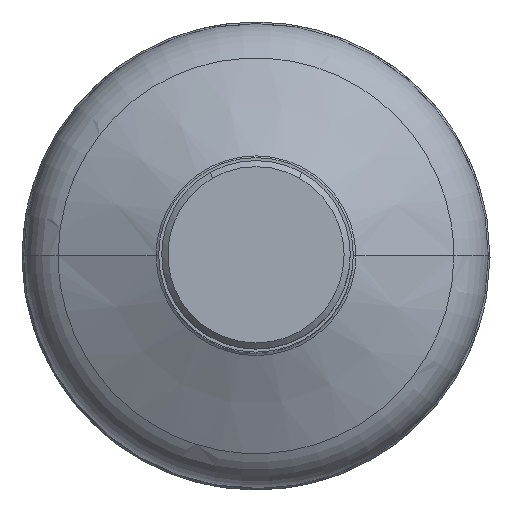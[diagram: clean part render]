
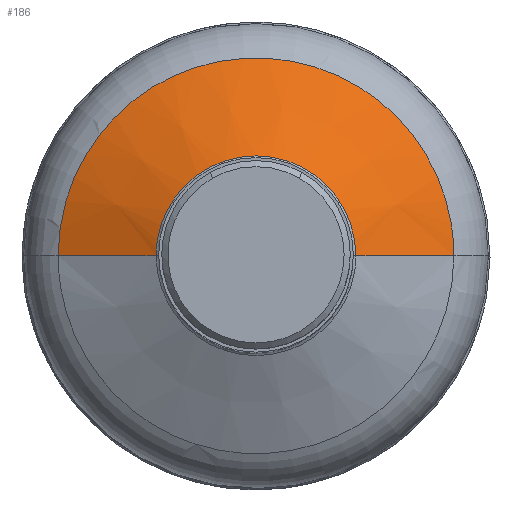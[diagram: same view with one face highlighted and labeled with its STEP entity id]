
A CAD part, top view. The second image highlights one B-rep face of the part: STEP entity #186.
In plain terms, the highlighted conical face has half-angle 64 degrees and reference radius 24.288 mm.
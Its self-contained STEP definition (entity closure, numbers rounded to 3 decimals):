
#88=CONICAL_SURFACE('',#1979,24.288,64.);
#186=ADVANCED_FACE('',(#361),#88,.T.);
#361=FACE_OUTER_BOUND('',#473,.T.);
#473=EDGE_LOOP('',(#882,#883,#884,#885));
#882=ORIENTED_EDGE('',*,*,#1287,.F.);
#883=ORIENTED_EDGE('',*,*,#1284,.T.);
#884=ORIENTED_EDGE('',*,*,#1280,.F.);
#885=ORIENTED_EDGE('',*,*,#1286,.F.);
#1066=VERTEX_POINT('',#4411);
#1067=VERTEX_POINT('',#4412);
#1068=VERTEX_POINT('',#4431);
#1069=VERTEX_POINT('',#4450);
#1280=EDGE_CURVE('',#1066,#1067,#1462,.T.);
#1284=EDGE_CURVE('',#1068,#1067,#1464,.T.);
#1286=EDGE_CURVE('',#1069,#1066,#1466,.T.);
#1287=EDGE_CURVE('',#1068,#1069,#1467,.T.);
#1462=B_SPLINE_CURVE_WITH_KNOTS('',3,(#4401,#4402,#4403,#4404,#4405,#4406,
#4407,#4408,#4409,#4410),.UNSPECIFIED.,.F.,.F.,(4,2,2,2,4),(0.,0.25,0.5,
0.75,1.),.UNSPECIFIED.);
#1464=B_SPLINE_CURVE_WITH_KNOTS('',3,(#4427,#4428,#4429,#4430),
 .UNSPECIFIED.,.F.,.F.,(4,4),(0.,1.),.UNSPECIFIED.);
#1466=B_SPLINE_CURVE_WITH_KNOTS('',3,(#4451,#4452,#4453,#4454),
 .UNSPECIFIED.,.F.,.F.,(4,4),(0.,1.),.UNSPECIFIED.);
#1467=B_SPLINE_CURVE_WITH_KNOTS('',3,(#4456,#4457,#4458,#4459,#4460,#4461,
#4462,#4463,#4464,#4465,#4466,#4467,#4468,#4469,#4470,#4471,#4472,#4473),
 .UNSPECIFIED.,.F.,.F.,(4,2,2,2,2,2,2,2,4),(0.,0.125,0.25,0.375,0.5,0.625,
0.75,0.875,1.),.UNSPECIFIED.);
#1979=AXIS2_PLACEMENT_3D('',#4474,#2379,#2380);
#2379=DIRECTION('',(0.,0.,-1.));
#2380=DIRECTION('',(1.,0.,0.));
#4401=CARTESIAN_POINT('',(16.298,0.,-45.253));
#4402=CARTESIAN_POINT('',(16.298,4.267,-45.253));
#4403=CARTESIAN_POINT('',(14.541,8.507,-45.253));
#4404=CARTESIAN_POINT('',(8.507,14.541,-45.253));
#4405=CARTESIAN_POINT('',(4.267,16.298,-45.253));
#4406=CARTESIAN_POINT('',(-4.267,16.298,-45.253));
#4407=CARTESIAN_POINT('',(-8.507,14.541,-45.253));
#4408=CARTESIAN_POINT('',(-14.541,8.507,-45.253));
#4409=CARTESIAN_POINT('',(-16.298,4.267,-45.253));
#4410=CARTESIAN_POINT('',(-16.298,0.,-45.253));
#4411=CARTESIAN_POINT('',(16.298,0.,-45.253));
#4412=CARTESIAN_POINT('',(-16.298,0.,-45.253));
#4427=CARTESIAN_POINT('',(-32.278,0.,-53.048));
#4428=CARTESIAN_POINT('',(-26.951,0.,-50.45));
#4429=CARTESIAN_POINT('',(-21.625,0.,-47.852));
#4430=CARTESIAN_POINT('',(-16.298,0.,-45.253));
#4431=CARTESIAN_POINT('',(-32.278,0.,-53.048));
#4450=CARTESIAN_POINT('',(32.278,0.,-53.048));
#4451=CARTESIAN_POINT('',(32.278,0.,-53.048));
#4452=CARTESIAN_POINT('',(26.951,0.,-50.45));
#4453=CARTESIAN_POINT('',(21.625,0.,-47.852));
#4454=CARTESIAN_POINT('',(16.298,0.,-45.253));
#4456=CARTESIAN_POINT('',(-32.278,0.,-53.048));
#4457=CARTESIAN_POINT('',(-32.278,4.225,-53.048));
#4458=CARTESIAN_POINT('',(-31.438,8.449,-53.048));
#4459=CARTESIAN_POINT('',(-28.204,16.256,-53.048));
#4460=CARTESIAN_POINT('',(-25.812,19.837,-53.048));
#4461=CARTESIAN_POINT('',(-19.837,25.812,-53.048));
#4462=CARTESIAN_POINT('',(-16.256,28.204,-53.048));
#4463=CARTESIAN_POINT('',(-8.449,31.438,-53.048));
#4464=CARTESIAN_POINT('',(-4.225,32.278,-53.048));
#4465=CARTESIAN_POINT('',(4.225,32.278,-53.048));
#4466=CARTESIAN_POINT('',(8.449,31.438,-53.048));
#4467=CARTESIAN_POINT('',(16.256,28.204,-53.048));
#4468=CARTESIAN_POINT('',(19.837,25.812,-53.048));
#4469=CARTESIAN_POINT('',(25.812,19.837,-53.048));
#4470=CARTESIAN_POINT('',(28.204,16.256,-53.048));
#4471=CARTESIAN_POINT('',(31.438,8.449,-53.048));
#4472=CARTESIAN_POINT('',(32.278,4.225,-53.048));
#4473=CARTESIAN_POINT('',(32.278,0.,-53.048));
#4474=CARTESIAN_POINT('',(0.,0.,-49.151));
